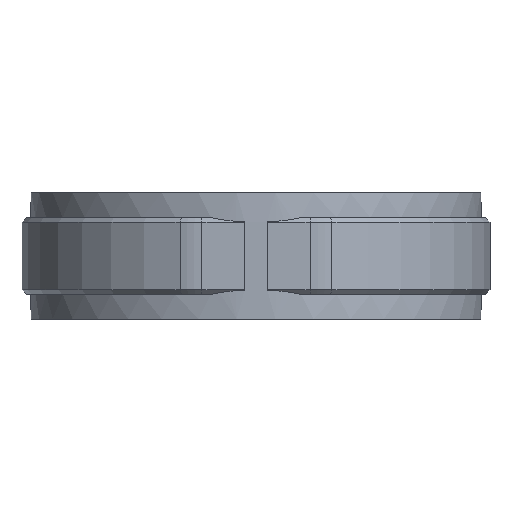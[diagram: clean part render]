
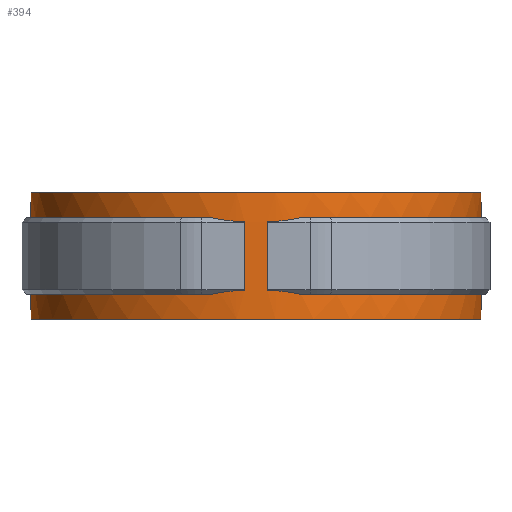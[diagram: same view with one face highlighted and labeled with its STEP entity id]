
A CAD part, front view. The second image highlights one B-rep face of the part: STEP entity #394.
In plain terms, the highlighted cylindrical face has radius 50.05 mm (diameter 100.1 mm), a partial arc.
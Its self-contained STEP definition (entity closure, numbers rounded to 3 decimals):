
#394 = ADVANCED_FACE( '', ( #696 ), #697, .T. );
#696 = FACE_OUTER_BOUND( '', #1708, .T. );
#697 = CYLINDRICAL_SURFACE( '', #1709, 50.05 );
#1708 = EDGE_LOOP( '', ( #3221, #3222, #3223, #3224, #3225, #3226, #3227, #3228, #3229, #3230, #3231, #3232, #3233, #3234, #3235, #3236 ) );
#1709 = AXIS2_PLACEMENT_3D( '', #3237, #3238, #3239 );
#3221 = ORIENTED_EDGE( '', *, *, #4582, .F. );
#3222 = ORIENTED_EDGE( '', *, *, #4604, .T. );
#3223 = ORIENTED_EDGE( '', *, *, #4578, .T. );
#3224 = ORIENTED_EDGE( '', *, *, #4605, .T. );
#3225 = ORIENTED_EDGE( '', *, *, #4606, .T. );
#3226 = ORIENTED_EDGE( '', *, *, #4607, .T. );
#3227 = ORIENTED_EDGE( '', *, *, #4608, .T. );
#3228 = ORIENTED_EDGE( '', *, *, #4609, .F. );
#3229 = ORIENTED_EDGE( '', *, *, #4610, .T. );
#3230 = ORIENTED_EDGE( '', *, *, #4611, .T. );
#3231 = ORIENTED_EDGE( '', *, *, #4612, .T. );
#3232 = ORIENTED_EDGE( '', *, *, #4569, .T. );
#3233 = ORIENTED_EDGE( '', *, *, #4613, .F. );
#3234 = ORIENTED_EDGE( '', *, *, #4614, .F. );
#3235 = ORIENTED_EDGE( '', *, *, #4599, .F. );
#3236 = ORIENTED_EDGE( '', *, *, #4615, .T. );
#3237 = CARTESIAN_POINT( '', ( 0., 0., -14. ) );
#3238 = DIRECTION( '', ( 0., 0., -1. ) );
#3239 = DIRECTION( '', ( -0.141, 0.99, 0. ) );
#4569 = EDGE_CURVE( '', #5316, #5314, #5317, .T. );
#4578 = EDGE_CURVE( '', #5334, #5332, #5335, .T. );
#4582 = EDGE_CURVE( '', #5340, #5342, #5343, .T. );
#4599 = EDGE_CURVE( '', #5370, #5372, #5373, .T. );
#4604 = EDGE_CURVE( '', #5340, #5334, #5380, .T. );
#4605 = EDGE_CURVE( '', #5332, #5381, #5382, .F. );
#4606 = EDGE_CURVE( '', #5381, #5383, #5384, .T. );
#4607 = EDGE_CURVE( '', #5383, #5385, #5386, .T. );
#4608 = EDGE_CURVE( '', #5385, #5387, #5388, .T. );
#4609 = EDGE_CURVE( '', #5389, #5387, #5390, .T. );
#4610 = EDGE_CURVE( '', #5389, #5391, #5392, .T. );
#4611 = EDGE_CURVE( '', #5391, #5393, #5394, .F. );
#4612 = EDGE_CURVE( '', #5393, #5316, #5395, .F. );
#4613 = EDGE_CURVE( '', #5396, #5314, #5397, .T. );
#4614 = EDGE_CURVE( '', #5372, #5396, #5398, .T. );
#4615 = EDGE_CURVE( '', #5370, #5342, #5399, .T. );
#5314 = VERTEX_POINT( '', #8073 );
#5316 = VERTEX_POINT( '', #8076 );
#5317 = ELLIPSE( '', #8077, 70.781, 50.05 );
#5332 = VERTEX_POINT( '', #8099 );
#5334 = VERTEX_POINT( '', #8102 );
#5335 = LINE( '', #8103, #8104 );
#5340 = VERTEX_POINT( '', #8110 );
#5342 = VERTEX_POINT( '', #8113 );
#5343 = CIRCLE( '', #8114, 50.05 );
#5370 = VERTEX_POINT( '', #8155 );
#5372 = VERTEX_POINT( '', #8158 );
#5373 = CIRCLE( '', #8159, 50.05 );
#5380 = ELLIPSE( '', #8168, 70.781, 50.05 );
#5381 = VERTEX_POINT( '', #8169 );
#5382 = ELLIPSE( '', #8170, 70.781, 50.05 );
#5383 = VERTEX_POINT( '', #8171 );
#5384 = CIRCLE( '', #8172, 50.05 );
#5385 = VERTEX_POINT( '', #8173 );
#5386 = LINE( '', #8174, #8175 );
#5387 = VERTEX_POINT( '', #8176 );
#5388 = CIRCLE( '', #8177, 50.05 );
#5389 = VERTEX_POINT( '', #8178 );
#5390 = LINE( '', #8179, #8180 );
#5391 = VERTEX_POINT( '', #8181 );
#5392 = CIRCLE( '', #8182, 50.05 );
#5393 = VERTEX_POINT( '', #8183 );
#5394 = ELLIPSE( '', #8184, 70.781, 50.05 );
#5395 = LINE( '', #8185, #8186 );
#5396 = VERTEX_POINT( '', #8187 );
#5397 = CIRCLE( '', #8188, 50.05 );
#5398 = LINE( '', #8189, #8190 );
#5399 = LINE( '', #8191, #8192 );
#8073 = CARTESIAN_POINT( '', ( -9.955, -49.05, -8.5 ) );
#8076 = CARTESIAN_POINT( '', ( -2.5, -49.988, -7.562 ) );
#8077 = AXIS2_PLACEMENT_3D( '', #9216, #9217, #9218 );
#8099 = CARTESIAN_POINT( '', ( 2.5, -49.988, 7.562 ) );
#8102 = CARTESIAN_POINT( '', ( 2.5, -49.988, -7.562 ) );
#8103 = CARTESIAN_POINT( '', ( 2.5, -49.988, -14. ) );
#8104 = VECTOR( '', #9230, 1000. );
#8110 = CARTESIAN_POINT( '', ( 9.955, -49.05, -8.5 ) );
#8113 = CARTESIAN_POINT( '', ( 6., 49.689, -8.5 ) );
#8114 = AXIS2_PLACEMENT_3D( '', #9236, #9237, #9238 );
#8155 = CARTESIAN_POINT( '', ( 6., 49.689, -14. ) );
#8158 = CARTESIAN_POINT( '', ( -6., 49.689, -14. ) );
#8159 = AXIS2_PLACEMENT_3D( '', #9257, #9258, #9259 );
#8168 = AXIS2_PLACEMENT_3D( '', #9268, #9269, #9270 );
#8169 = CARTESIAN_POINT( '', ( 9.955, -49.05, 8.5 ) );
#8170 = AXIS2_PLACEMENT_3D( '', #9271, #9272, #9273 );
#8171 = CARTESIAN_POINT( '', ( 6., 49.689, 8.5 ) );
#8172 = AXIS2_PLACEMENT_3D( '', #9274, #9275, #9276 );
#8173 = CARTESIAN_POINT( '', ( 6., 49.689, 14. ) );
#8174 = CARTESIAN_POINT( '', ( 6., 49.689, -14. ) );
#8175 = VECTOR( '', #9277, 1000. );
#8176 = CARTESIAN_POINT( '', ( -6., 49.689, 14. ) );
#8177 = AXIS2_PLACEMENT_3D( '', #9278, #9279, #9280 );
#8178 = CARTESIAN_POINT( '', ( -6., 49.689, 8.5 ) );
#8179 = CARTESIAN_POINT( '', ( -6., 49.689, -14. ) );
#8180 = VECTOR( '', #9281, 1000. );
#8181 = CARTESIAN_POINT( '', ( -9.955, -49.05, 8.5 ) );
#8182 = AXIS2_PLACEMENT_3D( '', #9282, #9283, #9284 );
#8183 = CARTESIAN_POINT( '', ( -2.5, -49.988, 7.562 ) );
#8184 = AXIS2_PLACEMENT_3D( '', #9285, #9286, #9287 );
#8185 = CARTESIAN_POINT( '', ( -2.5, -49.988, -14. ) );
#8186 = VECTOR( '', #9288, 1000. );
#8187 = CARTESIAN_POINT( '', ( -6., 49.689, -8.5 ) );
#8188 = AXIS2_PLACEMENT_3D( '', #9289, #9290, #9291 );
#8189 = CARTESIAN_POINT( '', ( -6., 49.689, -14. ) );
#8190 = VECTOR( '', #9292, 1000. );
#8191 = CARTESIAN_POINT( '', ( 6., 49.689, -14. ) );
#8192 = VECTOR( '', #9293, 1000. );
#9216 = CARTESIAN_POINT( '', ( 0., 0., -57.55 ) );
#9217 = DIRECTION( '', ( 0., -0.707, -0.707 ) );
#9218 = DIRECTION( '', ( 0., -0.707, 0.707 ) );
#9230 = DIRECTION( '', ( 0., 0., 1. ) );
#9236 = CARTESIAN_POINT( '', ( 0., 0., -8.5 ) );
#9237 = DIRECTION( '', ( 0., 0., 1. ) );
#9238 = DIRECTION( '', ( 1., 0., 0. ) );
#9257 = CARTESIAN_POINT( '', ( 0., 0., -14. ) );
#9258 = DIRECTION( '', ( 0., 0., -1. ) );
#9259 = DIRECTION( '', ( 1., 0., 0. ) );
#9268 = CARTESIAN_POINT( '', ( 0., 0., -57.55 ) );
#9269 = DIRECTION( '', ( 0., -0.707, -0.707 ) );
#9270 = DIRECTION( '', ( 0., -0.707, 0.707 ) );
#9271 = CARTESIAN_POINT( '', ( 0., 0., 57.55 ) );
#9272 = DIRECTION( '', ( 0., 0.707, -0.707 ) );
#9273 = DIRECTION( '', ( 0., 0.707, 0.707 ) );
#9274 = CARTESIAN_POINT( '', ( 0., 0., 8.5 ) );
#9275 = DIRECTION( '', ( 0., 0., 1. ) );
#9276 = DIRECTION( '', ( 1., 0., 0. ) );
#9277 = DIRECTION( '', ( 0., 0., 1. ) );
#9278 = CARTESIAN_POINT( '', ( 0., 0., 14. ) );
#9279 = DIRECTION( '', ( 0., 0., -1. ) );
#9280 = DIRECTION( '', ( 1., 0., 0. ) );
#9281 = DIRECTION( '', ( 0., 0., 1. ) );
#9282 = CARTESIAN_POINT( '', ( 0., 0., 8.5 ) );
#9283 = DIRECTION( '', ( 0., 0., 1. ) );
#9284 = DIRECTION( '', ( 1., 0., 0. ) );
#9285 = CARTESIAN_POINT( '', ( 0., 0., 57.55 ) );
#9286 = DIRECTION( '', ( 0., 0.707, -0.707 ) );
#9287 = DIRECTION( '', ( 0., 0.707, 0.707 ) );
#9288 = DIRECTION( '', ( 0., 0., 1. ) );
#9289 = CARTESIAN_POINT( '', ( 0., 0., -8.5 ) );
#9290 = DIRECTION( '', ( 0., 0., 1. ) );
#9291 = DIRECTION( '', ( 1., 0., 0. ) );
#9292 = DIRECTION( '', ( 0., 0., 1. ) );
#9293 = DIRECTION( '', ( 0., 0., 1. ) );
